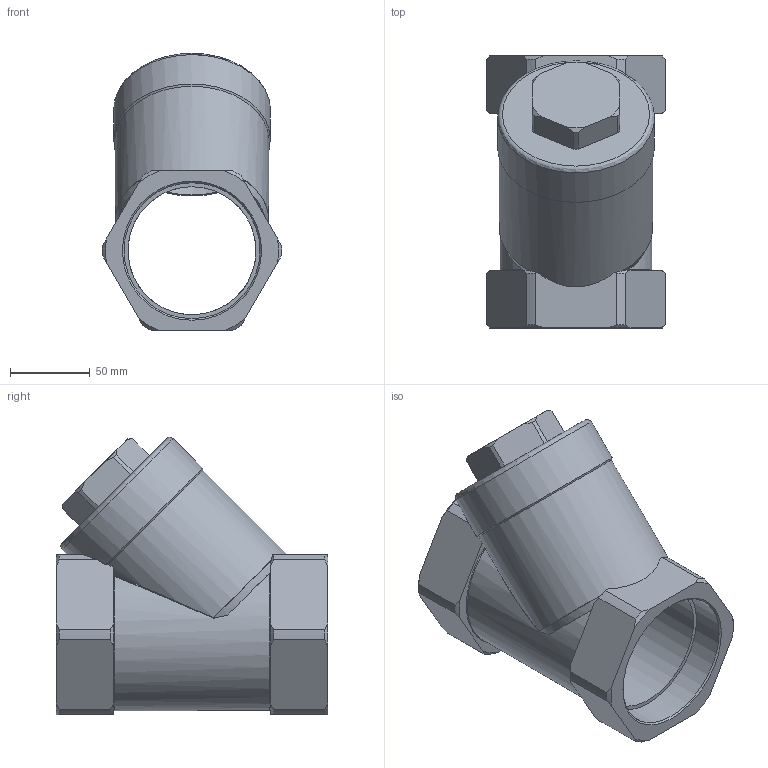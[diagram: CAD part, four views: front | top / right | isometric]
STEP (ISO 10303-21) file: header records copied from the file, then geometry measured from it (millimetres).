
FILE_DESCRIPTION(/* description */ ('Unknown'),/* implementation_level */ '2;1');
FILE_NAME(/* name */ '1050-11',/* time_stamp */ '2022-01-28T11:26:37+01:00',/* author */ ('Unknown'),/* organization */ ('Unknown'),/* preprocessor_version */ 'ST-DEVELOPER v16.7',/* originating_system */ 'Solid Edge',/* authorisation */ 'Unknown');
FILE_SCHEMA (('AUTOMOTIVE_DESIGN {1 0 10303 214 3 1 1}'));
Length unit declared in the file: millimetre
Products named in the file (1): 1050-11_(2.610.080)
Bounding box: 111.98 x 170 x 173.4 mm (x, y, z)
Volume: 984453.6 mm3; surface area: 128611.9 mm2
Topology: 1 solids, 1 shells, 100 faces, 283 edges, 187 vertices
Faces by surface type: cone 33, plane 30, cylinder 28, torus 5, bspline 4
Full cylindrical faces by diameter (mm): 80 x1, 84.926 x2, 98 x1
Entity records: 4082 total; most frequent: CARTESIAN_POINT 929, ORIENTED_EDGE 540, DIRECTION 480, EDGE_CURVE 270, AXIS2_PLACEMENT_3D 204, VERTEX_POINT 182, EDGE_LOOP 110, FACE_BOUND 110
